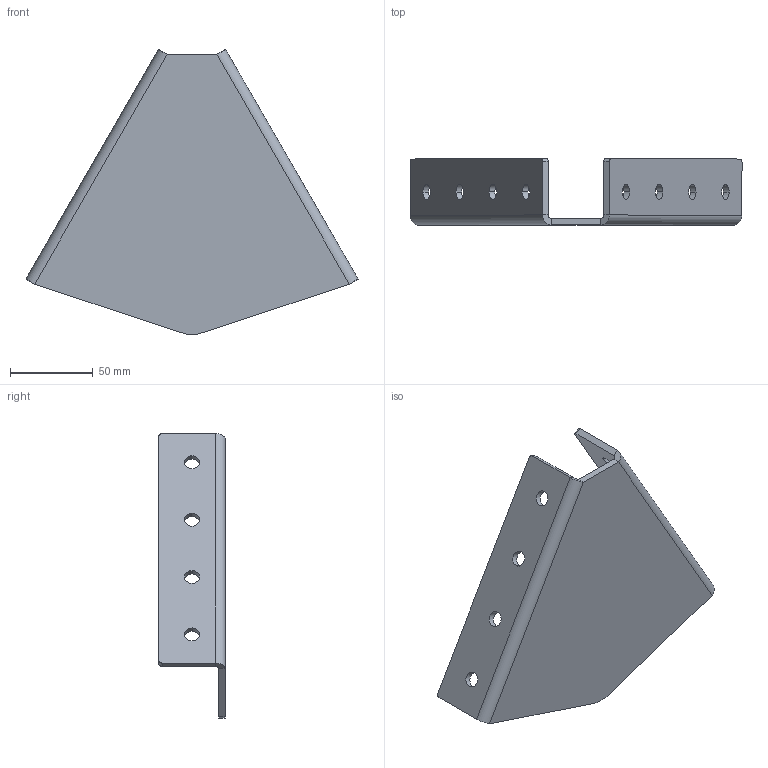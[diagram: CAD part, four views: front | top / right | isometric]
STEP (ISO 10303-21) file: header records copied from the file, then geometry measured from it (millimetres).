
FILE_DESCRIPTION (( 'STEP AP214' ), '1' );
FILE_NAME ('V53 Óãëîâîå êðåïëåíèå 60 ãðàäóñîâ.STEP', '2019-05-22T14:20:48', ( 'Windows User' ), ( '' ), 'SwSTEP 2.0', 'SolidWorks 2018', '' );
FILE_SCHEMA (( 'AUTOMOTIVE_DESIGN' ));
Length unit declared in the file: millimetre
Products named in the file (1): V53 Óãëîâîå êðåïëåíèå 60 ãðàäóñîâ
Bounding box: 200.39 x 40 x 171.93 mm (x, y, z)
Volume: 122408.7 mm3; surface area: 64938.6 mm2
Topology: 1 solids, 1 shells, 44 faces, 110 edges, 68 vertices
Faces by surface type: cylinder 25, plane 19
Entity records: 1382 total; most frequent: DIRECTION 250, CARTESIAN_POINT 223, ORIENTED_EDGE 220, EDGE_CURVE 110, AXIS2_PLACEMENT_3D 95, VERTEX_POINT 68, EDGE_LOOP 60, LINE 60
